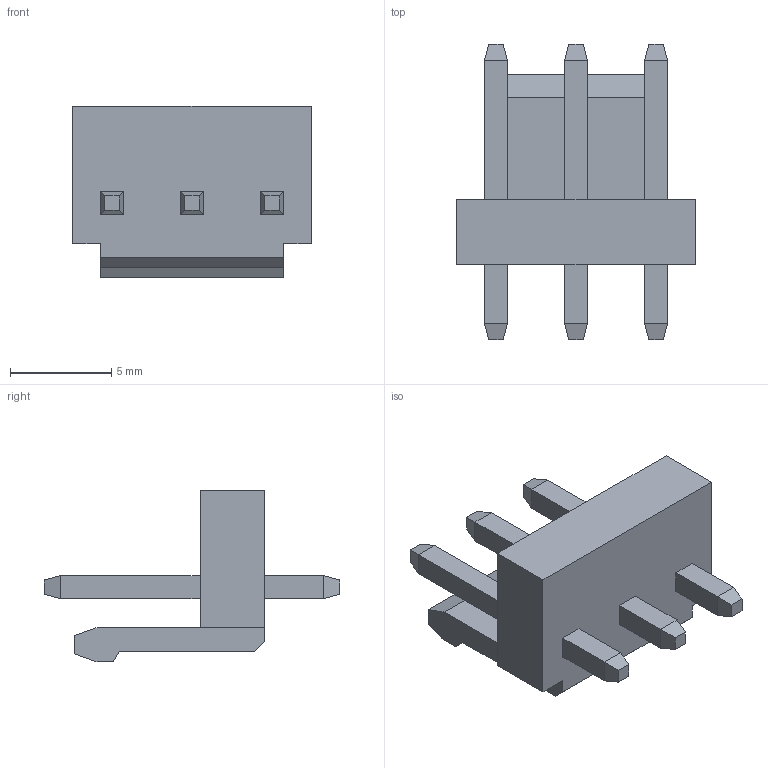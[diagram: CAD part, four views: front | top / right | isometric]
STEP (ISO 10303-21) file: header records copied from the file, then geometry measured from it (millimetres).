
FILE_DESCRIPTION (( 'STEP AP214' ), '1' );
FILE_NAME ('B3P-VH.STEP', '2023-12-10T14:15:10', ( '' ), ( '' ), 'SwSTEP 2.0', 'SolidWorks 2021', '' );
FILE_SCHEMA (( 'AUTOMOTIVE_DESIGN' ));
Length unit declared in the file: millimetre
Products named in the file (3): B3P-VH; pin; BxP-VH_3
Assembly tree (4 placements, depth 2):
  B3P-VH
    BxP-VH_3
    pin  x3
Bounding box: 11.82 x 14.6 x 8.5 mm (x, y, z)
Volume: 406 mm3; surface area: 671.3 mm2
Topology: 4 solids, 4 shells, 71 faces, 163 edges, 100 vertices
Faces by surface type: plane 71
Entity records: 1379 total; most frequent: CARTESIAN_POINT 225, ORIENTED_EDGE 214, DIRECTION 207, VECTOR 107, EDGE_CURVE 107, LINE 107, VERTEX_POINT 68, AXIS2_PLACEMENT_3D 50
